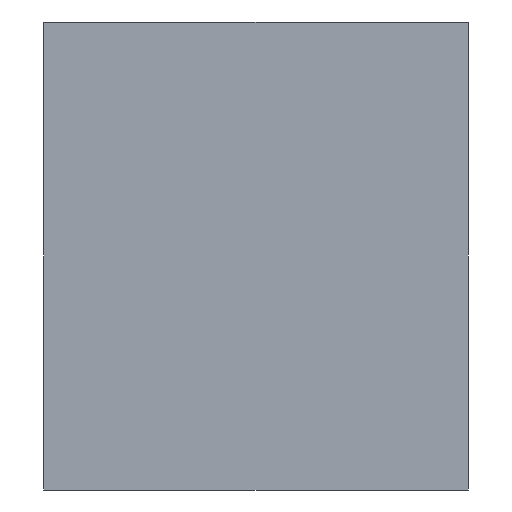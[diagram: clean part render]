
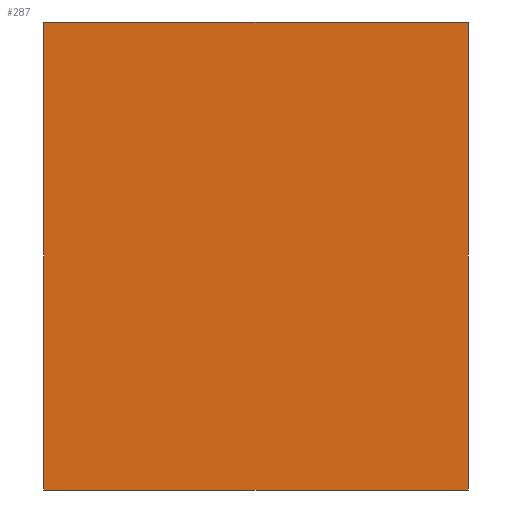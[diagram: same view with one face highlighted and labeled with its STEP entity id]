
A CAD part, front view. The second image highlights one B-rep face of the part: STEP entity #287.
In plain terms, the highlighted planar face has unit normal (0, -1, 0).
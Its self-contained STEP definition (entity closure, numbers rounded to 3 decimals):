
#23 = VERTEX_POINT ( 'NONE', #659 ) ;
#41 = LINE ( 'NONE', #314, #336 ) ;
#104 = ORIENTED_EDGE ( 'NONE', *, *, #430, .F. ) ;
#110 = DIRECTION ( 'NONE',  ( 0., 0., -1. ) ) ;
#159 = EDGE_LOOP ( 'NONE', ( #104, #182, #419, #472 ) ) ;
#182 = ORIENTED_EDGE ( 'NONE', *, *, #319, .F. ) ;
#202 = DIRECTION ( 'NONE',  ( 0., 0., 1. ) ) ;
#207 = CARTESIAN_POINT ( 'NONE',  ( 0., 0., 0. ) ) ;
#220 = EDGE_CURVE ( 'NONE', #23, #567, #41, .T. ) ;
#243 = CARTESIAN_POINT ( 'NONE',  ( 232., 0., 256. ) ) ;
#245 = EDGE_CURVE ( 'NONE', #567, #374, #255, .T. ) ;
#249 = VECTOR ( 'NONE', #284, 1000. ) ;
#255 = LINE ( 'NONE', #417, #565 ) ;
#277 = CARTESIAN_POINT ( 'NONE',  ( -232., 0., 256. ) ) ;
#284 = DIRECTION ( 'NONE',  ( 0., 0., -1. ) ) ;
#287 = ADVANCED_FACE ( 'NONE', ( #524 ), #563, .T. ) ;
#310 = DIRECTION ( 'NONE',  ( -1., 0., 0. ) ) ;
#314 = CARTESIAN_POINT ( 'NONE',  ( -232., 0., -256. ) ) ;
#319 = EDGE_CURVE ( 'NONE', #374, #526, #360, .T. ) ;
#336 = VECTOR ( 'NONE', #310, 1000. ) ;
#360 = LINE ( 'NONE', #277, #506 ) ;
#373 = CARTESIAN_POINT ( 'NONE',  ( -232., 0., 256. ) ) ;
#374 = VERTEX_POINT ( 'NONE', #373 ) ;
#417 = CARTESIAN_POINT ( 'NONE',  ( -232., 0., 256. ) ) ;
#419 = ORIENTED_EDGE ( 'NONE', *, *, #245, .F. ) ;
#430 = EDGE_CURVE ( 'NONE', #526, #23, #599, .T. ) ;
#472 = ORIENTED_EDGE ( 'NONE', *, *, #220, .F. ) ;
#506 = VECTOR ( 'NONE', #578, 1000. ) ;
#524 = FACE_OUTER_BOUND ( 'NONE', #159, .T. ) ;
#526 = VERTEX_POINT ( 'NONE', #644 ) ;
#543 = CARTESIAN_POINT ( 'NONE',  ( -232., 0., -256. ) ) ;
#563 = PLANE ( 'NONE',  #639 ) ;
#565 = VECTOR ( 'NONE', #202, 1000. ) ;
#567 = VERTEX_POINT ( 'NONE', #543 ) ;
#578 = DIRECTION ( 'NONE',  ( 1., 0., 0. ) ) ;
#599 = LINE ( 'NONE', #243, #249 ) ;
#628 = DIRECTION ( 'NONE',  ( 0., -1., 0. ) ) ;
#639 = AXIS2_PLACEMENT_3D ( 'NONE', #207, #628, #110 ) ;
#644 = CARTESIAN_POINT ( 'NONE',  ( 232., 0., 256. ) ) ;
#659 = CARTESIAN_POINT ( 'NONE',  ( 232., 0., -256. ) ) ;
